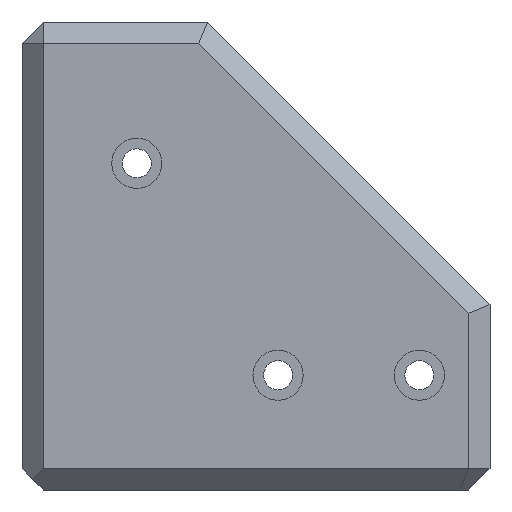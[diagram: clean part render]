
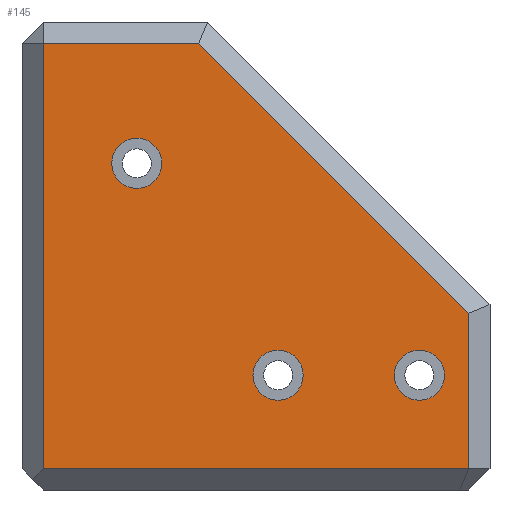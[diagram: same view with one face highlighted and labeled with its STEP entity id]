
A CAD part, front view. The second image highlights one B-rep face of the part: STEP entity #145.
In plain terms, the highlighted planar face has unit normal (0, -1, 0).
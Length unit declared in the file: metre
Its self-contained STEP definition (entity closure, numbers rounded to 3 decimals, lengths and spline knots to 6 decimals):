
#145 = ADVANCED_FACE( '', ( #335, #336, #337, #338 ), #339, .F. );
#335 = FACE_OUTER_BOUND( '', #546, .T. );
#336 = FACE_BOUND( '', #547, .T. );
#337 = FACE_BOUND( '', #548, .T. );
#338 = FACE_BOUND( '', #549, .T. );
#339 = PLANE( '', #550 );
#546 = EDGE_LOOP( '', ( #868, #869, #870, #871, #872 ) );
#547 = EDGE_LOOP( '', ( #873 ) );
#548 = EDGE_LOOP( '', ( #874 ) );
#549 = EDGE_LOOP( '', ( #875 ) );
#550 = AXIS2_PLACEMENT_3D( '', #876, #877, #878 );
#868 = ORIENTED_EDGE( '', *, *, #1093, .T. );
#869 = ORIENTED_EDGE( '', *, *, #1111, .T. );
#870 = ORIENTED_EDGE( '', *, *, #1138, .T. );
#871 = ORIENTED_EDGE( '', *, *, #1082, .T. );
#872 = ORIENTED_EDGE( '', *, *, #1139, .T. );
#873 = ORIENTED_EDGE( '', *, *, #1069, .F. );
#874 = ORIENTED_EDGE( '', *, *, #1031, .F. );
#875 = ORIENTED_EDGE( '', *, *, #1023, .F. );
#876 = CARTESIAN_POINT( '', ( 0.036861, 0., 0.00625 ) );
#877 = DIRECTION( '', ( 0., 1., 0. ) );
#878 = DIRECTION( '', ( 0., 0., 1. ) );
#1023 = EDGE_CURVE( '', #1174, #1174, #1175, .T. );
#1031 = EDGE_CURVE( '', #1188, #1188, #1189, .T. );
#1069 = EDGE_CURVE( '', #1253, #1253, #1254, .T. );
#1082 = EDGE_CURVE( '', #1274, #1272, #1275, .T. );
#1093 = EDGE_CURVE( '', #1293, #1291, #1294, .T. );
#1111 = EDGE_CURVE( '', #1291, #1180, #1320, .T. );
#1138 = EDGE_CURVE( '', #1180, #1274, #1357, .T. );
#1139 = EDGE_CURVE( '', #1272, #1293, #1358, .T. );
#1174 = VERTEX_POINT( '', #1397 );
#1175 = CIRCLE( '', #1398, 0.00355 );
#1180 = VERTEX_POINT( '', #1404 );
#1188 = VERTEX_POINT( '', #1415 );
#1189 = CIRCLE( '', #1416, 0.00355 );
#1253 = VERTEX_POINT( '', #1495 );
#1254 = CIRCLE( '', #1496, 0.00355 );
#1272 = VERTEX_POINT( '', #1519 );
#1274 = VERTEX_POINT( '', #1522 );
#1275 = LINE( '', #1523, #1524 );
#1291 = VERTEX_POINT( '', #1544 );
#1293 = VERTEX_POINT( '', #1547 );
#1294 = LINE( '', #1548, #1549 );
#1320 = LINE( '', #1576, #1577 );
#1357 = LINE( '', #1627, #1628 );
#1358 = LINE( '', #1629, #1630 );
#1397 = CARTESIAN_POINT( '', ( 0.0398, 0., 0.01625 ) );
#1398 = AXIS2_PLACEMENT_3D( '', #1681, #1682, #1683 );
#1404 = CARTESIAN_POINT( '', ( 0.06325, 0., 0.003 ) );
#1415 = CARTESIAN_POINT( '', ( 0.0598, 0., 0.01625 ) );
#1416 = AXIS2_PLACEMENT_3D( '', #1691, #1692, #1693 );
#1495 = CARTESIAN_POINT( '', ( 0.0198, 0., 0.04625 ) );
#1496 = AXIS2_PLACEMENT_3D( '', #1748, #1749, #1750 );
#1519 = CARTESIAN_POINT( '', ( 0.025007, 0., 0.06325 ) );
#1522 = CARTESIAN_POINT( '', ( 0.06325, 0., 0.025007 ) );
#1523 = CARTESIAN_POINT( '', ( 0.024129, 0., 0.064129 ) );
#1524 = VECTOR( '', #1763, 1. );
#1544 = CARTESIAN_POINT( '', ( 0.003, 0., 0.003 ) );
#1547 = CARTESIAN_POINT( '', ( 0.003, 0., 0.06325 ) );
#1548 = CARTESIAN_POINT( '', ( 0.003, 0., 0. ) );
#1549 = VECTOR( '', #1775, 1. );
#1576 = CARTESIAN_POINT( '', ( 0.036861, 0., 0.003 ) );
#1577 = VECTOR( '', #1801, 1. );
#1627 = CARTESIAN_POINT( '', ( 0.06325, 0., 0.00625 ) );
#1628 = VECTOR( '', #1830, 1. );
#1629 = CARTESIAN_POINT( '', ( 0.036861, 0., 0.06325 ) );
#1630 = VECTOR( '', #1831, 1. );
#1681 = CARTESIAN_POINT( '', ( 0.03625, 0., 0.01625 ) );
#1682 = DIRECTION( '', ( 0., -1., 0. ) );
#1683 = DIRECTION( '', ( 1., 0., 0. ) );
#1691 = CARTESIAN_POINT( '', ( 0.05625, 0., 0.01625 ) );
#1692 = DIRECTION( '', ( 0., -1., 0. ) );
#1693 = DIRECTION( '', ( 1., 0., 0. ) );
#1748 = CARTESIAN_POINT( '', ( 0.01625, 0., 0.04625 ) );
#1749 = DIRECTION( '', ( 0., -1., 0. ) );
#1750 = DIRECTION( '', ( 1., 0., 0. ) );
#1763 = DIRECTION( '', ( -0.707, 0., 0.707 ) );
#1775 = DIRECTION( '', ( 0., 0., -1. ) );
#1801 = DIRECTION( '', ( 1., 0., 0. ) );
#1830 = DIRECTION( '', ( 0., 0., 1. ) );
#1831 = DIRECTION( '', ( -1., 0., 0. ) );
